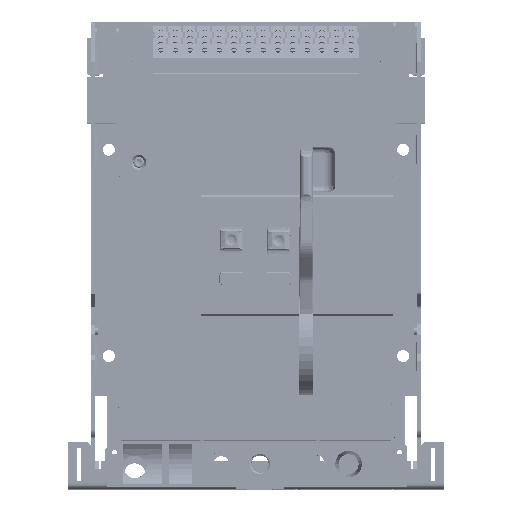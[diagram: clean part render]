
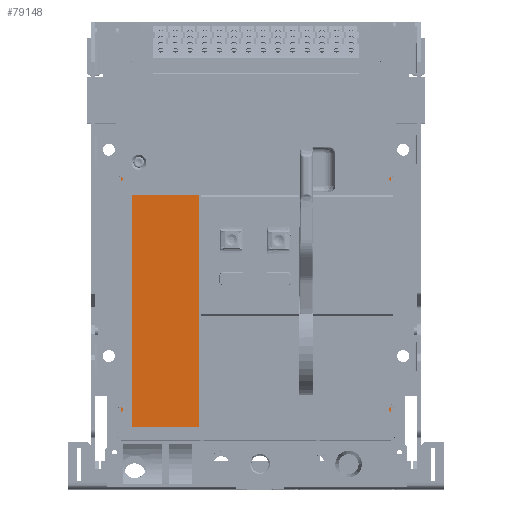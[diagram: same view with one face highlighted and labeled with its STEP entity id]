
A CAD part, top view. The second image highlights one B-rep face of the part: STEP entity #79148.
In plain terms, the highlighted face is planar.
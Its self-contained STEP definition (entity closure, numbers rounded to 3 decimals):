
#78789=DIRECTION('',(-1.,0.,0.));
#78790=VECTOR('',#78789,202.);
#78791=CARTESIAN_POINT('',(101.,0.,114.));
#78792=LINE('',#78791,#78790);
#78796=DIRECTION('',(0.,0.,1.));
#78797=VECTOR('',#78796,228.);
#78798=CARTESIAN_POINT('',(-101.,0.,-114.));
#78799=LINE('',#78798,#78797);
#78803=DIRECTION('',(0.,0.,-1.));
#78804=VECTOR('',#78803,228.);
#78805=CARTESIAN_POINT('',(101.,0.,114.));
#78806=LINE('',#78805,#78804);
#78810=DIRECTION('',(-1.,0.,0.));
#78811=VECTOR('',#78810,202.);
#78812=CARTESIAN_POINT('',(101.,0.,-114.));
#78813=LINE('',#78812,#78811);
#78992=CARTESIAN_POINT('',(-101.,0.,114.));
#78993=VERTEX_POINT('',#78992);
#78994=CARTESIAN_POINT('',(101.,0.,114.));
#78995=VERTEX_POINT('',#78994);
#78996=CARTESIAN_POINT('',(-101.,0.,-114.));
#78997=VERTEX_POINT('',#78996);
#78998=CARTESIAN_POINT('',(101.,0.,-114.));
#78999=VERTEX_POINT('',#78998);
#79134=CARTESIAN_POINT('',(-101.,0.,-114.));
#79135=DIRECTION('',(0.,-1.,0.));
#79136=DIRECTION('',(0.,0.,1.));
#79137=AXIS2_PLACEMENT_3D('',#79134,#79135,#79136);
#79138=PLANE('',#79137);
#79140=ORIENTED_EDGE('',*,*,#79139,.T.);
#79141=ORIENTED_EDGE('',*,*,#79129,.F.);
#79143=ORIENTED_EDGE('',*,*,#79142,.T.);
#79145=ORIENTED_EDGE('',*,*,#79144,.T.);
#79146=EDGE_LOOP('',(#79140,#79141,#79143,#79145));
#79147=FACE_OUTER_BOUND('',#79146,.F.);
#79148=ADVANCED_FACE('',(#79147),#79138,.T.);
#79129=EDGE_CURVE('',#78995,#78993,#78792,.T.);
#79139=EDGE_CURVE('',#78997,#78993,#78799,.T.);
#79142=EDGE_CURVE('',#78995,#78999,#78806,.T.);
#79144=EDGE_CURVE('',#78999,#78997,#78813,.T.);
